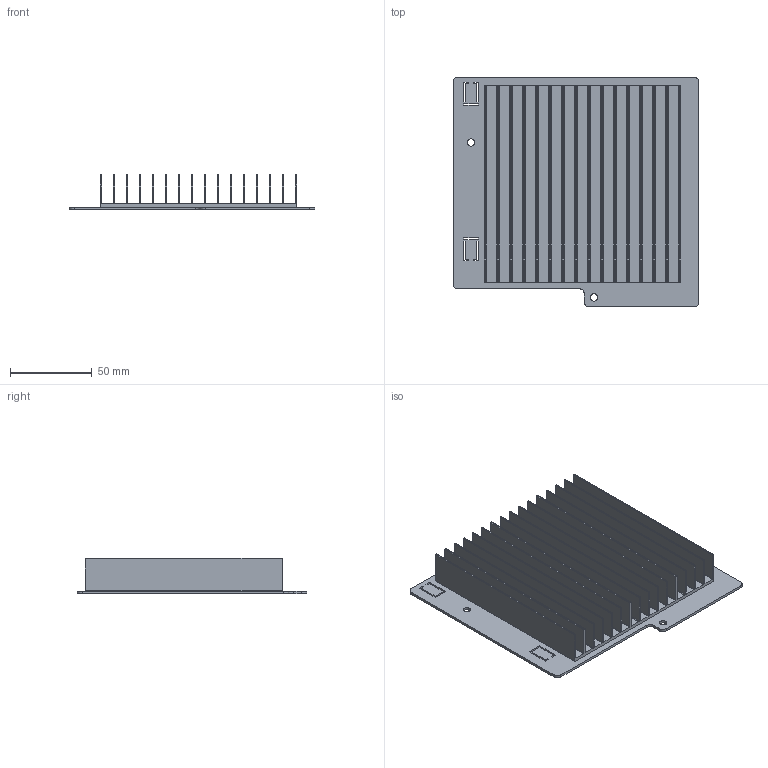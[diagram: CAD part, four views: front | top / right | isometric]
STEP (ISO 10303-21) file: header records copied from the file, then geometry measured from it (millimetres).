
FILE_DESCRIPTION(/* description */ (''),/* implementation_level */ '2;1');
FILE_NAME(/* name */ 'PCB Resistor Assembly v2.step',/* time_stamp */ '2023-08-01T12:02:06-04:00',/* author */ (''),/* organization */ (''),/* preprocessor_version */ 'ST-DEVELOPER v19.2',/* originating_system */ 'Autodesk Translation Framework v12.6.0.85',/* authorisation */ '');
FILE_SCHEMA (('AUTOMOTIVE_DESIGN { 1 0 10303 214 3 1 1 }'));
Length unit declared in the file: millimetre
Products named in the file (4): PCB Resistor Assembly; EDM PCB Resistor [23.05.03]; EDM PCB Resistor [23.05.03] PCB; 120 mm x 120 mm 16 Fin Heat Sink
Assembly tree (3 placements, depth 3):
  PCB Resistor Assembly
    EDM PCB Resistor [23.05.03]
      EDM PCB Resistor [23.05.03] PCB
    120 mm x 120 mm 16 Fin Heat Sink
Bounding box: 150 x 140.12 x 21.6 mm (x, y, z)
Volume: 95370.7 mm3; surface area: 139870.1 mm2
Topology: 2 solids, 2 shells, 178 faces, 522 edges, 348 vertices
Faces by surface type: plane 106, cylinder 72
Full cylindrical faces by diameter (mm): 4.5 x2
Entity records: 6074 total; most frequent: CARTESIAN_POINT 1055, ORIENTED_EDGE 1044, DIRECTION 1036, EDGE_CURVE 522, LINE 378, VECTOR 378, VERTEX_POINT 348, AXIS2_PLACEMENT_3D 329
